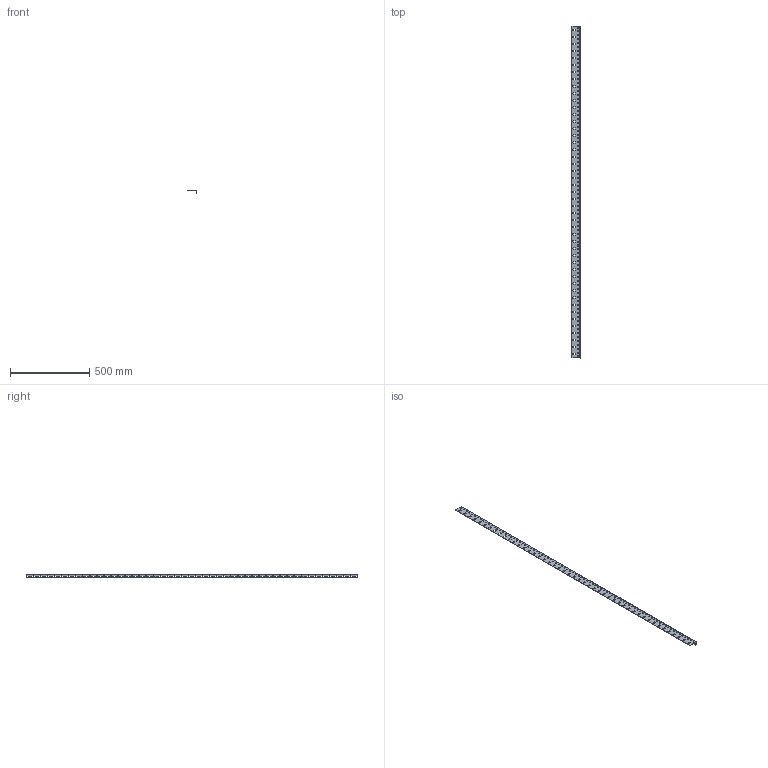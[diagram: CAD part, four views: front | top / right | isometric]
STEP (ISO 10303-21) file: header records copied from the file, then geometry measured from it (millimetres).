
FILE_DESCRIPTION (( 'STEP AP203' ), '1' );
FILE_NAME ('MA1.300.060622.50.01 Ìîíòàæíûé ïðîôèëü 19-äþéìîâ, 47U, Â2200.STEP', '2025-05-12T06:31:41', ( '' ), ( '' ), 'SwSTEP 2.0', 'SolidWorks 2021', '' );
FILE_SCHEMA (( 'CONFIG_CONTROL_DESIGN' ));
Length unit declared in the file: millimetre
Products named in the file (1): MA1.300.060622.50.01 Ìîíòàæíûé ïðîôèëü 19-äþéìîâ, 47U, Â2200
Bounding box: 55 x 2094 x 24.5 mm (x, y, z)
Volume: 279696.3 mm3; surface area: 308051 mm2
Topology: 1 solids, 1 shells, 947 faces, 2958 edges, 2013 vertices
Faces by surface type: plane 768, cylinder 179
Full cylindrical faces by diameter (mm): 2.5 x46, 4.2 x47, 6.5 x84
Entity records: 32147 total; most frequent: CARTESIAN_POINT 5480, ORIENTED_EDGE 5300, DIRECTION 4904, EDGE_CURVE 2650, LINE 2292, VECTOR 2292, VERTEX_POINT 1882, EDGE_LOOP 1854
